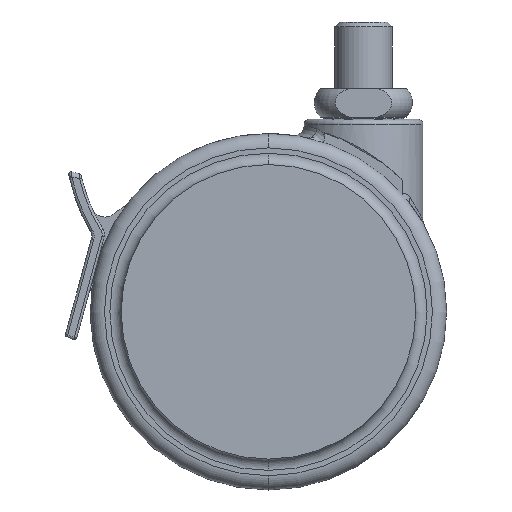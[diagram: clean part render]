
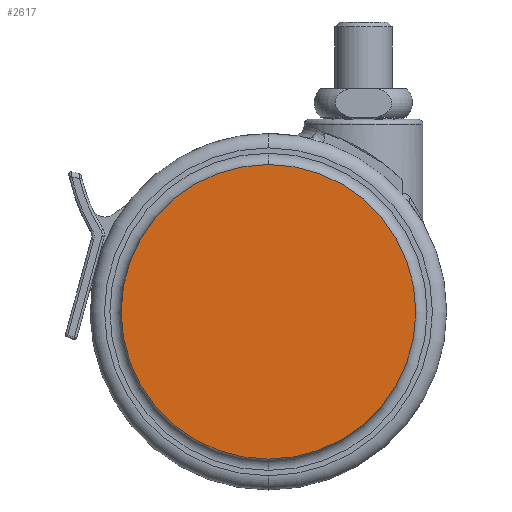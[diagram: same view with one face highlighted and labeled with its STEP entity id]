
A CAD part, front view. The second image highlights one B-rep face of the part: STEP entity #2617.
In plain terms, the highlighted planar face has unit normal (0, -1, 0).
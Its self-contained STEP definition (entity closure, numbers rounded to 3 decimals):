
#473 = DIRECTION ( 'NONE',  ( 0., 0., -1. ) ) ;
#574 = CARTESIAN_POINT ( 'NONE',  ( -20., -23.5, -71.5 ) ) ;
#780 = AXIS2_PLACEMENT_3D ( 'NONE', #3250, #7948, #3931 ) ;
#1353 = VERTEX_POINT ( 'NONE', #5377 ) ;
#1957 = EDGE_LOOP ( 'NONE', ( #8169, #4265 ) ) ;
#2226 = CARTESIAN_POINT ( 'NONE',  ( -20., -23.5, -40.5 ) ) ;
#2329 = EDGE_CURVE ( 'NONE', #3625, #1353, #7410, .T. ) ;
#2617 = ADVANCED_FACE ( 'NONE', ( #5765 ), #7615, .T. ) ;
#3250 = CARTESIAN_POINT ( 'NONE',  ( -20., -23.5, -40.5 ) ) ;
#3625 = VERTEX_POINT ( 'NONE', #574 ) ;
#3931 = DIRECTION ( 'NONE',  ( 0., 0., -1. ) ) ;
#4265 = ORIENTED_EDGE ( 'NONE', *, *, #7119, .T. ) ;
#4526 = DIRECTION ( 'NONE',  ( 0., -1., 0. ) ) ;
#5377 = CARTESIAN_POINT ( 'NONE',  ( -20., -23.5, -9.5 ) ) ;
#5765 = FACE_OUTER_BOUND ( 'NONE', #1957, .T. ) ;
#6224 = DIRECTION ( 'NONE',  ( 0., -1., 0. ) ) ;
#6240 = CIRCLE ( 'NONE', #780, 31. ) ;
#7119 = EDGE_CURVE ( 'NONE', #1353, #3625, #6240, .T. ) ;
#7361 = AXIS2_PLACEMENT_3D ( 'NONE', #8558, #4526, #473 ) ;
#7410 = CIRCLE ( 'NONE', #7361, 31. ) ;
#7615 = PLANE ( 'NONE',  #8094 ) ;
#7948 = DIRECTION ( 'NONE',  ( 0., -1., 0. ) ) ;
#8094 = AXIS2_PLACEMENT_3D ( 'NONE', #2226, #6224, #8292 ) ;
#8169 = ORIENTED_EDGE ( 'NONE', *, *, #2329, .T. ) ;
#8292 = DIRECTION ( 'NONE',  ( 0., 0., -1. ) ) ;
#8558 = CARTESIAN_POINT ( 'NONE',  ( -20., -23.5, -40.5 ) ) ;
